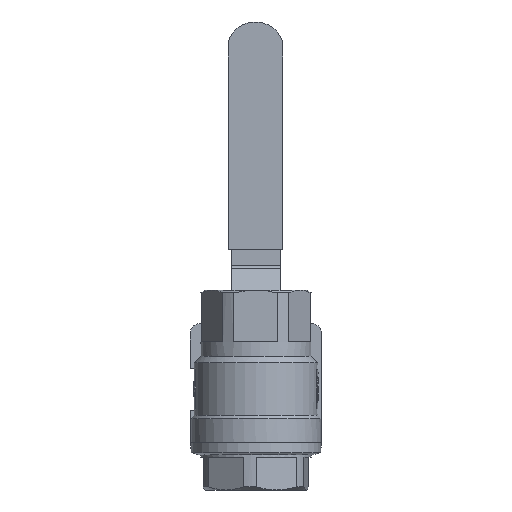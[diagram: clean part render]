
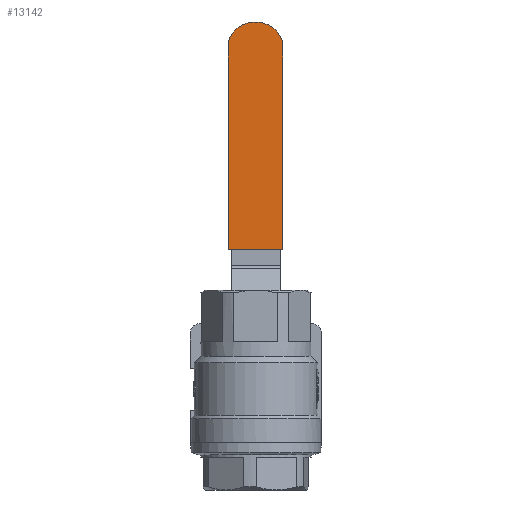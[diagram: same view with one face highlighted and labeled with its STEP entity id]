
A CAD part, left-side view. The second image highlights one B-rep face of the part: STEP entity #13142.
In plain terms, the highlighted face is planar.
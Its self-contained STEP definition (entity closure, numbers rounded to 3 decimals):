
#1700=LINE('',#45043,#2775);
#1701=LINE('',#45046,#2776);
#1702=LINE('',#45050,#2777);
#2775=VECTOR('',#17059,1000.);
#2776=VECTOR('',#17060,1000.);
#2777=VECTOR('',#17063,1000.);
#6468=ORIENTED_EDGE('',*,*,#8548,.F.);
#6469=ORIENTED_EDGE('',*,*,#8549,.F.);
#6470=ORIENTED_EDGE('',*,*,#8550,.F.);
#6471=ORIENTED_EDGE('',*,*,#8551,.F.);
#8548=EDGE_CURVE('',#9864,#9865,#1700,.T.);
#8549=EDGE_CURVE('',#9866,#9864,#1701,.T.);
#8550=EDGE_CURVE('',#9867,#9866,#10223,.T.);
#8551=EDGE_CURVE('',#9865,#9867,#1702,.T.);
#9864=VERTEX_POINT('',#45044);
#9865=VERTEX_POINT('',#45045);
#9866=VERTEX_POINT('',#45047);
#9867=VERTEX_POINT('',#45049);
#10223=CIRCLE('',#14208,11.);
#11080=EDGE_LOOP('',(#6468,#6469,#6470,#6471));
#11969=FACE_BOUND('',#11080,.T.);
#12420=PLANE('',#14207);
#13142=ADVANCED_FACE('',(#11969),#12420,.T.);
#14207=AXIS2_PLACEMENT_3D('',#45042,#17057,#17058);
#14208=AXIS2_PLACEMENT_3D('',#45048,#17061,#17062);
#17057=DIRECTION('',(0.,0.,-1.));
#17058=DIRECTION('',(-1.,0.,0.));
#17059=DIRECTION('',(0.,-1.,0.));
#17060=DIRECTION('',(-1.,0.,0.));
#17061=DIRECTION('',(0.,0.,1.));
#17062=DIRECTION('',(-1.,0.,0.));
#17063=DIRECTION('',(1.,0.,0.));
#45042=CARTESIAN_POINT('',(66.287,-18.527,0.));
#45043=CARTESIAN_POINT('',(-10.434,-8.027,0.));
#45044=CARTESIAN_POINT('',(-10.434,-8.027,0.));
#45045=CARTESIAN_POINT('',(-10.434,-29.027,0.));
#45046=CARTESIAN_POINT('',(-10.434,-8.027,0.));
#45047=CARTESIAN_POINT('',(69.566,-8.027,0.));
#45048=CARTESIAN_POINT('',(66.287,-18.527,0.));
#45049=CARTESIAN_POINT('',(69.566,-29.027,0.));
#45050=CARTESIAN_POINT('',(-10.434,-29.027,0.));
